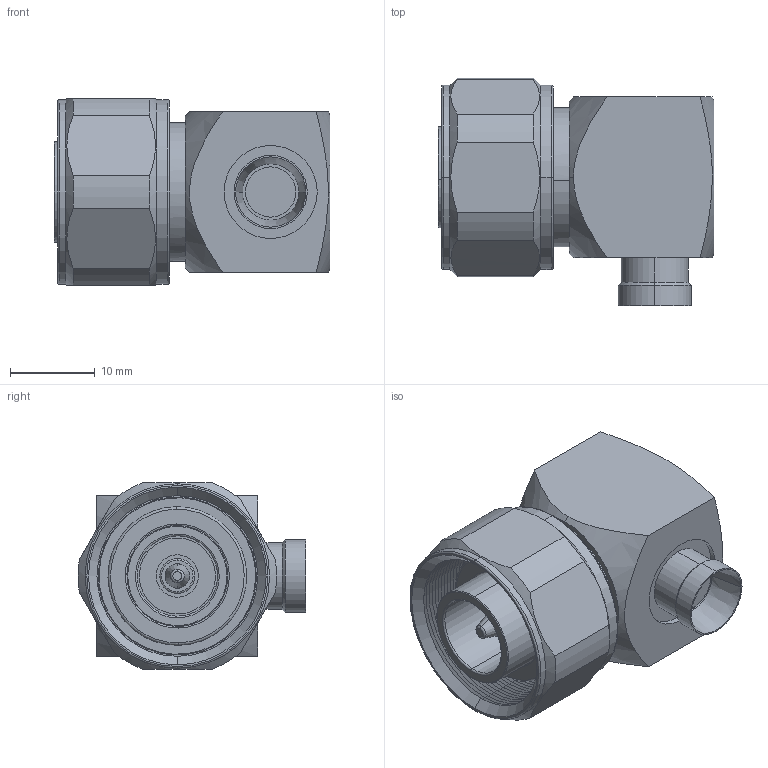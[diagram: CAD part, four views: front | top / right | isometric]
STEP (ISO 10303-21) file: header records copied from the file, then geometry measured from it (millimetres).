
FILE_DESCRIPTION (( 'STEP AP214' ), '1' );
FILE_NAME ('TC-250-4195M-RA-LP_3D.STEP', '2021-09-02T22:14:25', ( '' ), ( '' ), 'SwSTEP 2.0', 'SolidWorks 2021', '' );
FILE_SCHEMA (( 'AUTOMOTIVE_DESIGN' ));
Length unit declared in the file: inch
Products named in the file (1): TC-250-4195M-RA-LP_3D
Bounding box: 32.6 x 26.93 x 22 mm (x, y, z)
Volume: 9756.9 mm3; surface area: 6441.8 mm2
Topology: 2 solids, 4 shells, 202 faces, 428 edges, 248 vertices
Faces by surface type: cone 80, cylinder 54, torus 36, plane 32
Entity records: 6075 total; most frequent: CARTESIAN_POINT 1539, DIRECTION 1062, ORIENTED_EDGE 856, AXIS2_PLACEMENT_3D 459, EDGE_CURVE 428, CIRCLE 256, VERTEX_POINT 248, EDGE_LOOP 222
